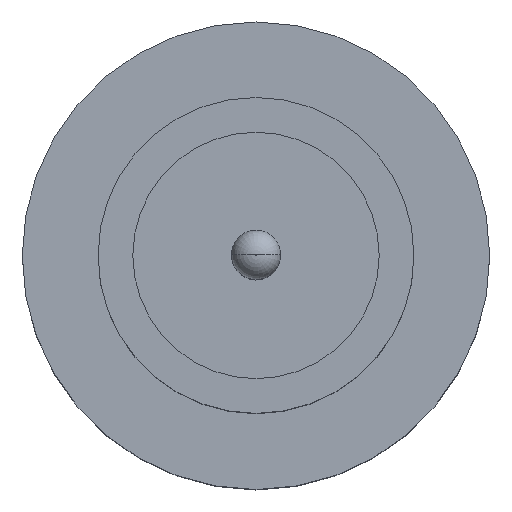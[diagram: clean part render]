
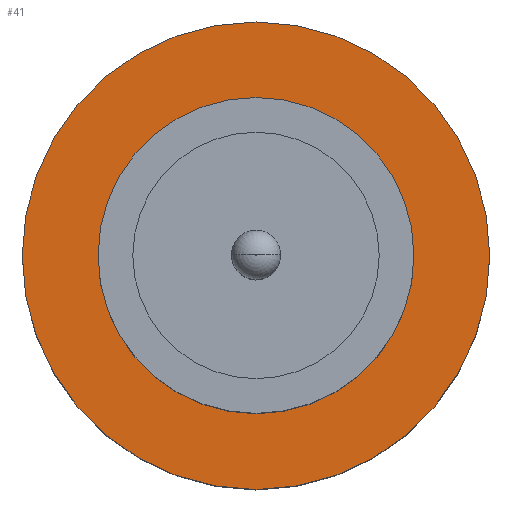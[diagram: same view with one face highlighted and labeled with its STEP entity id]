
A CAD part, top view. The second image highlights one B-rep face of the part: STEP entity #41.
In plain terms, the highlighted planar face has unit normal (0, 0, 1).
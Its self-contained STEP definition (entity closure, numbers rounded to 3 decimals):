
#10 = EDGE_CURVE ( 'NONE', #526, #229, #106, .T. ) ;
#14 = CARTESIAN_POINT ( 'NONE',  ( 1.85, 0., 1.55 ) ) ;
#37 = DIRECTION ( 'NONE',  ( 0., 0., 1. ) ) ;
#40 = FACE_BOUND ( 'NONE', #568, .T. ) ;
#41 = ADVANCED_FACE ( 'NONE', ( #40, #701 ), #743, .T. ) ;
#44 = DIRECTION ( 'NONE',  ( 1., 0., 0. ) ) ;
#48 = CIRCLE ( 'NONE', #223, 1.85 ) ;
#69 = CARTESIAN_POINT ( 'NONE',  ( 0., 0., 1.55 ) ) ;
#80 = ORIENTED_EDGE ( 'NONE', *, *, #10, .F. ) ;
#106 = CIRCLE ( 'NONE', #592, 1.25 ) ;
#124 = CIRCLE ( 'NONE', #719, 1.25 ) ;
#137 = DIRECTION ( 'NONE',  ( 0., 0., 1. ) ) ;
#139 = DIRECTION ( 'NONE',  ( 0., 0., 1. ) ) ;
#140 = DIRECTION ( 'NONE',  ( 0., 0., 1. ) ) ;
#141 = CIRCLE ( 'NONE', #420, 1.85 ) ;
#152 = CARTESIAN_POINT ( 'NONE',  ( 0., 0., 1.55 ) ) ;
#169 = CARTESIAN_POINT ( 'NONE',  ( 0., 0., 1.55 ) ) ;
#200 = EDGE_LOOP ( 'NONE', ( #573, #595 ) ) ;
#223 = AXIS2_PLACEMENT_3D ( 'NONE', #152, #342, #760 ) ;
#229 = VERTEX_POINT ( 'NONE', #643 ) ;
#258 = CARTESIAN_POINT ( 'NONE',  ( 0., 0., 1.55 ) ) ;
#262 = EDGE_CURVE ( 'NONE', #665, #639, #141, .T. ) ;
#263 = CARTESIAN_POINT ( 'NONE',  ( -1.25, 0., 1.55 ) ) ;
#268 = CARTESIAN_POINT ( 'NONE',  ( 0., 0., 1.55 ) ) ;
#342 = DIRECTION ( 'NONE',  ( 0., 0., 1. ) ) ;
#402 = ORIENTED_EDGE ( 'NONE', *, *, #441, .F. ) ;
#420 = AXIS2_PLACEMENT_3D ( 'NONE', #169, #37, #44 ) ;
#441 = EDGE_CURVE ( 'NONE', #229, #526, #124, .T. ) ;
#507 = DIRECTION ( 'NONE',  ( 1., 0., 0. ) ) ;
#526 = VERTEX_POINT ( 'NONE', #263 ) ;
#568 = EDGE_LOOP ( 'NONE', ( #402, #80 ) ) ;
#573 = ORIENTED_EDGE ( 'NONE', *, *, #262, .T. ) ;
#592 = AXIS2_PLACEMENT_3D ( 'NONE', #69, #139, #507 ) ;
#595 = ORIENTED_EDGE ( 'NONE', *, *, #658, .T. ) ;
#638 = CARTESIAN_POINT ( 'NONE',  ( -1.85, 0., 1.55 ) ) ;
#639 = VERTEX_POINT ( 'NONE', #14 ) ;
#643 = CARTESIAN_POINT ( 'NONE',  ( 1.25, 0., 1.55 ) ) ;
#658 = EDGE_CURVE ( 'NONE', #639, #665, #48, .T. ) ;
#665 = VERTEX_POINT ( 'NONE', #638 ) ;
#686 = DIRECTION ( 'NONE',  ( 1., 0., 0. ) ) ;
#692 = DIRECTION ( 'NONE',  ( 1., 0., 0. ) ) ;
#701 = FACE_OUTER_BOUND ( 'NONE', #200, .T. ) ;
#719 = AXIS2_PLACEMENT_3D ( 'NONE', #258, #140, #686 ) ;
#743 = PLANE ( 'NONE',  #796 ) ;
#760 = DIRECTION ( 'NONE',  ( 1., 0., 0. ) ) ;
#796 = AXIS2_PLACEMENT_3D ( 'NONE', #268, #137, #692 ) ;
